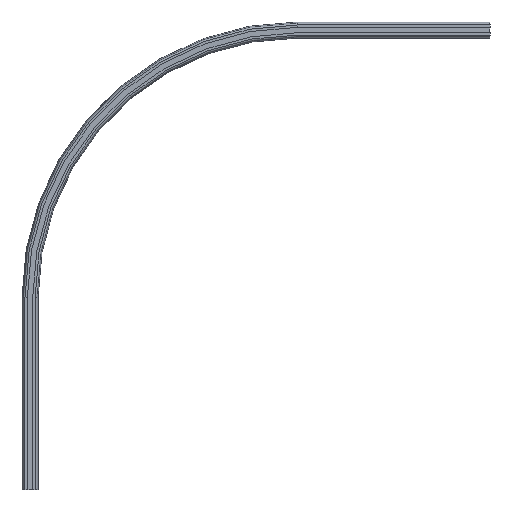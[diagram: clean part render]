
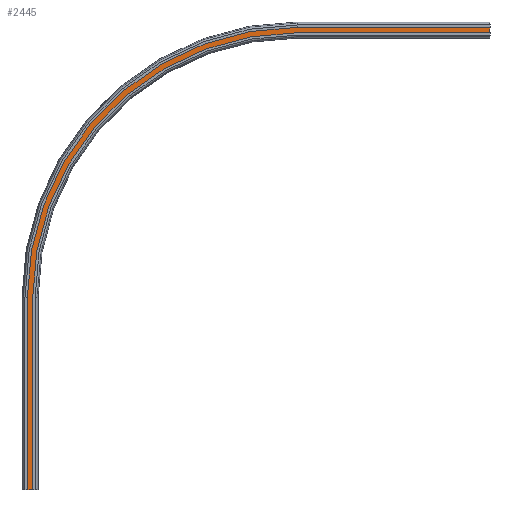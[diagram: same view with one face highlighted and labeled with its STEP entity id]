
A CAD part, front view. The second image highlights one B-rep face of the part: STEP entity #2445.
In plain terms, the highlighted planar face has unit normal (0, -1, 0).
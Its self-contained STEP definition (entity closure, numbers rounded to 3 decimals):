
#210=CARTESIAN_POINT('',(972.306,172.347,848.6));
#211=VERTEX_POINT('',#210);
#219=CARTESIAN_POINT('',(612.306,172.347,848.6));
#220=VERTEX_POINT('',#219);
#221=CARTESIAN_POINT('',(612.306,172.347,848.6));
#222=DIRECTION('',(1.0,0.,0.));
#223=VECTOR('',#222,360.);
#224=LINE('',#221,#223);
#225=EDGE_CURVE('',#220,#211,#224,.T.);
#243=CARTESIAN_POINT('',(972.306,172.347,871.4));
#244=VERTEX_POINT('',#243);
#262=CARTESIAN_POINT('',(612.306,172.347,871.4));
#263=VERTEX_POINT('',#262);
#271=CARTESIAN_POINT('',(612.306,172.347,871.4));
#272=DIRECTION('',(1.0,0.,0.));
#273=VECTOR('',#272,360.);
#274=LINE('',#271,#273);
#275=EDGE_CURVE('',#263,#244,#274,.T.);
#1150=CARTESIAN_POINT('',(123.706,172.347,360.0));
#1151=VERTEX_POINT('',#1150);
#1152=CARTESIAN_POINT('',(612.306,172.347,360.));
#1153=DIRECTION('',(0.,1.0,0.0));
#1154=DIRECTION('',(-1.0,0.,0.));
#1155=AXIS2_PLACEMENT_3D('',#1152,#1153,#1154);
#1156=CIRCLE('',#1155,488.6);
#1157=EDGE_CURVE('',#1151,#220,#1156,.T.);
#1251=CARTESIAN_POINT('',(100.906,172.347,360.0));
#1252=VERTEX_POINT('',#1251);
#1260=CARTESIAN_POINT('',(612.306,172.347,360.));
#1261=DIRECTION('',(0.,1.0,0.));
#1262=DIRECTION('',(-1.0,0.,0.));
#1263=AXIS2_PLACEMENT_3D('',#1260,#1261,#1262);
#1264=CIRCLE('',#1263,511.4);
#1265=EDGE_CURVE('',#1252,#263,#1264,.T.);
#1901=CARTESIAN_POINT('',(972.306,172.347,848.6));
#1902=DIRECTION('',(0.0,0.,1.0));
#1903=VECTOR('',#1902,22.8);
#1904=LINE('',#1901,#1903);
#1905=EDGE_CURVE('',#211,#244,#1904,.T.);
#2309=CARTESIAN_POINT('',(100.906,172.347,0.0));
#2310=VERTEX_POINT('',#2309);
#2318=CARTESIAN_POINT('',(100.906,172.347,0.0));
#2319=DIRECTION('',(0.0,0.0,1.0));
#2320=VECTOR('',#2319,360.0);
#2321=LINE('',#2318,#2320);
#2322=EDGE_CURVE('',#2310,#1252,#2321,.T.);
#2406=CARTESIAN_POINT('',(123.706,172.347,0.0));
#2407=VERTEX_POINT('',#2406);
#2408=CARTESIAN_POINT('',(123.706,172.347,0.0));
#2409=DIRECTION('',(0.0,0.0,1.0));
#2410=VECTOR('',#2409,360.0);
#2411=LINE('',#2408,#2410);
#2412=EDGE_CURVE('',#2407,#1151,#2411,.T.);
#2425=CARTESIAN_POINT('',(101.787,172.347,0.0));
#2426=DIRECTION('',(0.,-1.0,0.0));
#2427=DIRECTION('',(0.0,0.0,-1.0));
#2428=AXIS2_PLACEMENT_3D('',#2425,#2426,#2427);
#2429=PLANE('',#2428);
#2430=ORIENTED_EDGE('',*,*,#2322,.F.);
#2431=CARTESIAN_POINT('',(100.906,172.347,0.0));
#2432=DIRECTION('',(1.0,0.,0.0));
#2433=VECTOR('',#2432,22.8);
#2434=LINE('',#2431,#2433);
#2435=EDGE_CURVE('',#2310,#2407,#2434,.T.);
#2436=ORIENTED_EDGE('',*,*,#2435,.T.);
#2437=ORIENTED_EDGE('',*,*,#2412,.T.);
#2438=ORIENTED_EDGE('',*,*,#1157,.T.);
#2439=ORIENTED_EDGE('',*,*,#225,.T.);
#2440=ORIENTED_EDGE('',*,*,#1905,.T.);
#2441=ORIENTED_EDGE('',*,*,#275,.F.);
#2442=ORIENTED_EDGE('',*,*,#1265,.F.);
#2443=EDGE_LOOP('',(#2430,#2436,#2437,#2438,#2439,#2440,#2441,#2442));
#2444=FACE_OUTER_BOUND('',#2443,.T.);
#2445=ADVANCED_FACE('',(#2444),#2429,.T.);
